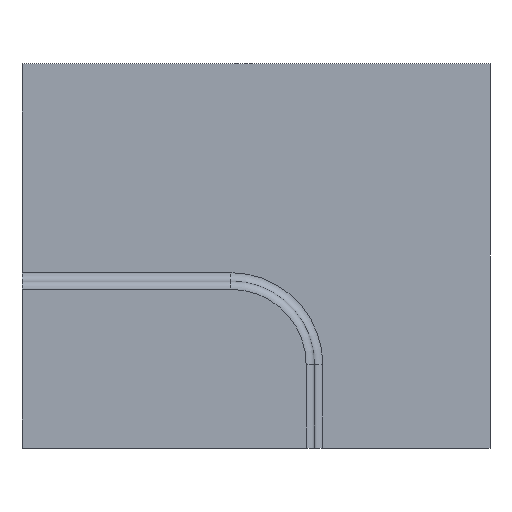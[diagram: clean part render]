
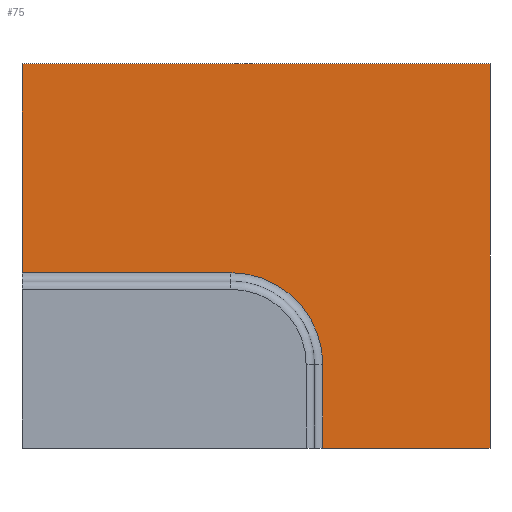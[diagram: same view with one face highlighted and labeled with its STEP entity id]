
A CAD part, top view. The second image highlights one B-rep face of the part: STEP entity #75.
In plain terms, the highlighted planar face has unit normal (0, 0, -1).
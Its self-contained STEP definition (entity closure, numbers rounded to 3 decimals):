
#75 = ADVANCED_FACE('',(#76),#90,.F.);
#76 = FACE_BOUND('',#77,.F.);
#77 = EDGE_LOOP('',(#78,#101,#117,#134,#150,#166,#182));
#78 = ORIENTED_EDGE('',*,*,#79,.F.);
#79 = EDGE_CURVE('',#80,#82,#84,.T.);
#80 = VERTEX_POINT('',#81);
#81 = CARTESIAN_POINT('',(0.,105.,0.5));
#82 = VERTEX_POINT('',#83);
#83 = CARTESIAN_POINT('',(0.,230.,0.5));
#84 = SURFACE_CURVE('',#85,(#89),.PCURVE_S1.);
#85 = LINE('',#86,#87);
#86 = CARTESIAN_POINT('',(0.,0.,0.5));
#87 = VECTOR('',#88,1.);
#88 = DIRECTION('',(-0.,1.,0.));
#89 = PCURVE('',#90,#95);
#90 = PLANE('',#91);
#91 = AXIS2_PLACEMENT_3D('',#92,#93,#94);
#92 = CARTESIAN_POINT('',(0.,0.,0.5));
#93 = DIRECTION('',(0.,0.,1.));
#94 = DIRECTION('',(1.,0.,-0.));
#95 = DEFINITIONAL_REPRESENTATION('',(#96),#100);
#96 = LINE('',#97,#98);
#97 = CARTESIAN_POINT('',(0.,0.));
#98 = VECTOR('',#99,1.);
#99 = DIRECTION('',(0.,1.));
#100 = ( GEOMETRIC_REPRESENTATION_CONTEXT(2) 
PARAMETRIC_REPRESENTATION_CONTEXT() REPRESENTATION_CONTEXT('2D SPACE',''
  ) );
#101 = ORIENTED_EDGE('',*,*,#102,.T.);
#102 = EDGE_CURVE('',#80,#103,#105,.T.);
#103 = VERTEX_POINT('',#104);
#104 = CARTESIAN_POINT('',(125.,105.,0.5));
#105 = SURFACE_CURVE('',#106,(#110),.PCURVE_S1.);
#106 = LINE('',#107,#108);
#107 = CARTESIAN_POINT('',(0.,105.,0.5));
#108 = VECTOR('',#109,1.);
#109 = DIRECTION('',(1.,0.,0.));
#110 = PCURVE('',#90,#111);
#111 = DEFINITIONAL_REPRESENTATION('',(#112),#116);
#112 = LINE('',#113,#114);
#113 = CARTESIAN_POINT('',(0.,105.));
#114 = VECTOR('',#115,1.);
#115 = DIRECTION('',(1.,0.));
#116 = ( GEOMETRIC_REPRESENTATION_CONTEXT(2) 
PARAMETRIC_REPRESENTATION_CONTEXT() REPRESENTATION_CONTEXT('2D SPACE',''
  ) );
#117 = ORIENTED_EDGE('',*,*,#118,.F.);
#118 = EDGE_CURVE('',#119,#103,#121,.T.);
#119 = VERTEX_POINT('',#120);
#120 = CARTESIAN_POINT('',(180.,50.,0.5));
#121 = SURFACE_CURVE('',#122,(#127),.PCURVE_S1.);
#122 = CIRCLE('',#123,55.);
#123 = AXIS2_PLACEMENT_3D('',#124,#125,#126);
#124 = CARTESIAN_POINT('',(125.,50.,0.5));
#125 = DIRECTION('',(0.,0.,1.));
#126 = DIRECTION('',(1.,0.,-0.));
#127 = PCURVE('',#90,#128);
#128 = DEFINITIONAL_REPRESENTATION('',(#129),#133);
#129 = CIRCLE('',#130,55.);
#130 = AXIS2_PLACEMENT_2D('',#131,#132);
#131 = CARTESIAN_POINT('',(125.,50.));
#132 = DIRECTION('',(1.,0.));
#133 = ( GEOMETRIC_REPRESENTATION_CONTEXT(2) 
PARAMETRIC_REPRESENTATION_CONTEXT() REPRESENTATION_CONTEXT('2D SPACE',''
  ) );
#134 = ORIENTED_EDGE('',*,*,#135,.T.);
#135 = EDGE_CURVE('',#119,#136,#138,.T.);
#136 = VERTEX_POINT('',#137);
#137 = CARTESIAN_POINT('',(180.,0.,0.5));
#138 = SURFACE_CURVE('',#139,(#143),.PCURVE_S1.);
#139 = LINE('',#140,#141);
#140 = CARTESIAN_POINT('',(180.,100.,0.5));
#141 = VECTOR('',#142,1.);
#142 = DIRECTION('',(0.,-1.,0.));
#143 = PCURVE('',#90,#144);
#144 = DEFINITIONAL_REPRESENTATION('',(#145),#149);
#145 = LINE('',#146,#147);
#146 = CARTESIAN_POINT('',(180.,100.));
#147 = VECTOR('',#148,1.);
#148 = DIRECTION('',(0.,-1.));
#149 = ( GEOMETRIC_REPRESENTATION_CONTEXT(2) 
PARAMETRIC_REPRESENTATION_CONTEXT() REPRESENTATION_CONTEXT('2D SPACE',''
  ) );
#150 = ORIENTED_EDGE('',*,*,#151,.T.);
#151 = EDGE_CURVE('',#136,#152,#154,.T.);
#152 = VERTEX_POINT('',#153);
#153 = CARTESIAN_POINT('',(280.,0.,0.5));
#154 = SURFACE_CURVE('',#155,(#159),.PCURVE_S1.);
#155 = LINE('',#156,#157);
#156 = CARTESIAN_POINT('',(0.,0.,0.5));
#157 = VECTOR('',#158,1.);
#158 = DIRECTION('',(1.,0.,-0.));
#159 = PCURVE('',#90,#160);
#160 = DEFINITIONAL_REPRESENTATION('',(#161),#165);
#161 = LINE('',#162,#163);
#162 = CARTESIAN_POINT('',(0.,0.));
#163 = VECTOR('',#164,1.);
#164 = DIRECTION('',(1.,0.));
#165 = ( GEOMETRIC_REPRESENTATION_CONTEXT(2) 
PARAMETRIC_REPRESENTATION_CONTEXT() REPRESENTATION_CONTEXT('2D SPACE',''
  ) );
#166 = ORIENTED_EDGE('',*,*,#167,.T.);
#167 = EDGE_CURVE('',#152,#168,#170,.T.);
#168 = VERTEX_POINT('',#169);
#169 = CARTESIAN_POINT('',(280.,230.,0.5));
#170 = SURFACE_CURVE('',#171,(#175),.PCURVE_S1.);
#171 = LINE('',#172,#173);
#172 = CARTESIAN_POINT('',(280.,0.,0.5));
#173 = VECTOR('',#174,1.);
#174 = DIRECTION('',(-0.,1.,0.));
#175 = PCURVE('',#90,#176);
#176 = DEFINITIONAL_REPRESENTATION('',(#177),#181);
#177 = LINE('',#178,#179);
#178 = CARTESIAN_POINT('',(280.,0.));
#179 = VECTOR('',#180,1.);
#180 = DIRECTION('',(0.,1.));
#181 = ( GEOMETRIC_REPRESENTATION_CONTEXT(2) 
PARAMETRIC_REPRESENTATION_CONTEXT() REPRESENTATION_CONTEXT('2D SPACE',''
  ) );
#182 = ORIENTED_EDGE('',*,*,#183,.F.);
#183 = EDGE_CURVE('',#82,#168,#184,.T.);
#184 = SURFACE_CURVE('',#185,(#189),.PCURVE_S1.);
#185 = LINE('',#186,#187);
#186 = CARTESIAN_POINT('',(0.,230.,0.5));
#187 = VECTOR('',#188,1.);
#188 = DIRECTION('',(1.,0.,-0.));
#189 = PCURVE('',#90,#190);
#190 = DEFINITIONAL_REPRESENTATION('',(#191),#195);
#191 = LINE('',#192,#193);
#192 = CARTESIAN_POINT('',(0.,230.));
#193 = VECTOR('',#194,1.);
#194 = DIRECTION('',(1.,0.));
#195 = ( GEOMETRIC_REPRESENTATION_CONTEXT(2) 
PARAMETRIC_REPRESENTATION_CONTEXT() REPRESENTATION_CONTEXT('2D SPACE',''
  ) );
